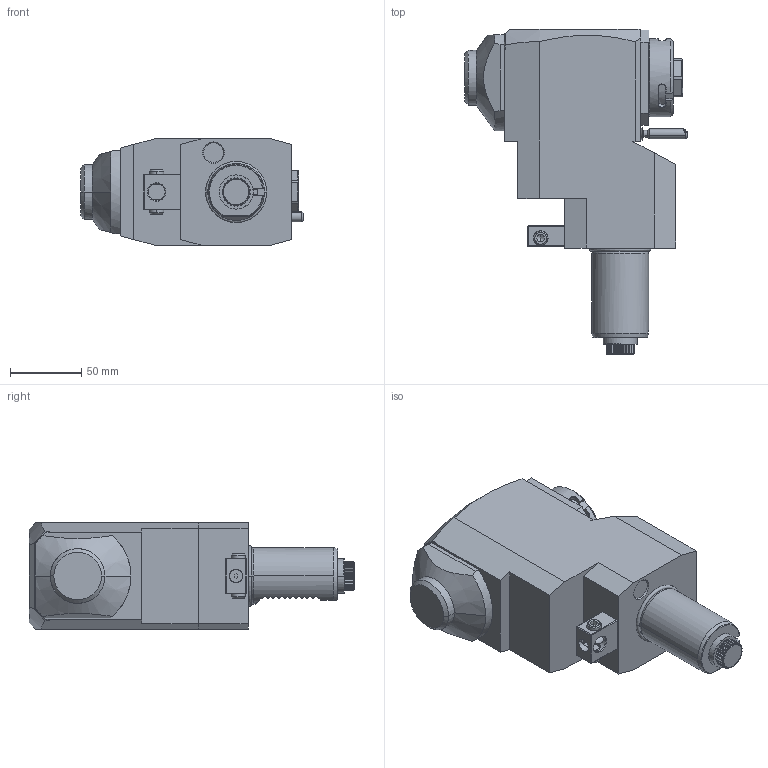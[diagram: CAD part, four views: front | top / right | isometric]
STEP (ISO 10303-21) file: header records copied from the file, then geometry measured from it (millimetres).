
FILE_DESCRIPTION((''),'2;1');
FILE_NAME('NGT1_40_435_25_3_1_120T','2024-10-28T',('vali'),('NOVA GRUP'),'PRO/ENGINEER BY PARAMETRIC TECHNOLOGY CORPORATION, 2010280','PRO/ENGINEER BY PARAMETRIC TECHNOLOGY CORPORATION, 2010280','');
FILE_SCHEMA(('CONFIG_CONTROL_DESIGN'));
Length unit declared in the file: millimetre
Products named in the file (1): NGT1_40_435_25_3_1_120T
Bounding box: 156.83 x 229 x 75 mm (x, y, z)
Volume: 1281017 mm3; surface area: 89462.8 mm2
Topology: 1 solids, 1 shells, 453 faces, 1263 edges, 824 vertices
Faces by surface type: plane 189, cylinder 168, cone 82, bspline 8, torus 4, sphere 2
Entity records: 18971 total; most frequent: CARTESIAN_POINT 7769, ORIENTED_EDGE 2518, DIRECTION 2096, EDGE_CURVE 1259, VERTEX_POINT 824, AXIS2_PLACEMENT_3D 748, VECTOR 600, LINE 600
